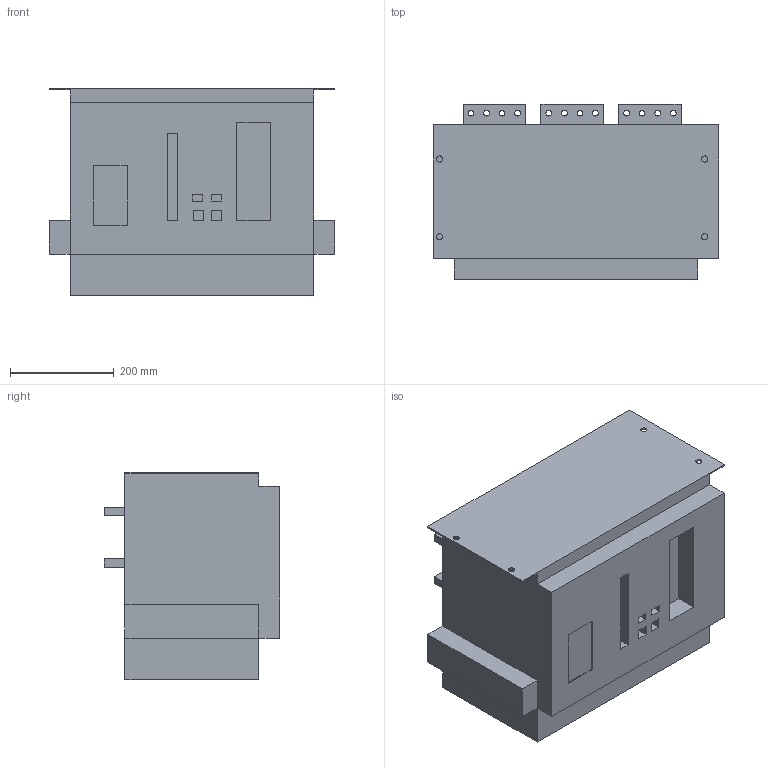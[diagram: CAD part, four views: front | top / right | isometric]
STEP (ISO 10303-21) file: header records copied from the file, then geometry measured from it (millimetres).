
FILE_DESCRIPTION((''),'2;1');
FILE_NAME('NXA40N32-MF3','2019-04-26T',('xuxc'),(''),'CREO PARAMETRIC BY PTC INC, 2015480','CREO PARAMETRIC BY PTC INC, 2015480','');
FILE_SCHEMA(('CONFIG_CONTROL_DESIGN'));
Length unit declared in the file: millimetre
Products named in the file (1): NXA40N32-MF3
Bounding box: 550 x 337.5 x 400 mm (x, y, z)
Volume: 55142956.5 mm3; surface area: 1099830 mm2
Topology: 1 solids, 1 shells, 145 faces, 384 edges, 254 vertices
Faces by surface type: plane 89, cylinder 56
Entity records: 4673 total; most frequent: DIRECTION 786, CARTESIAN_POINT 783, ORIENTED_EDGE 768, EDGE_CURVE 384, VECTOR 272, LINE 272, AXIS2_PLACEMENT_3D 257, VERTEX_POINT 254
